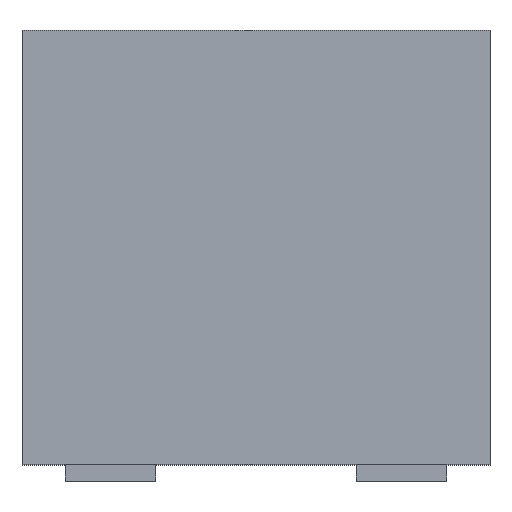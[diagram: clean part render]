
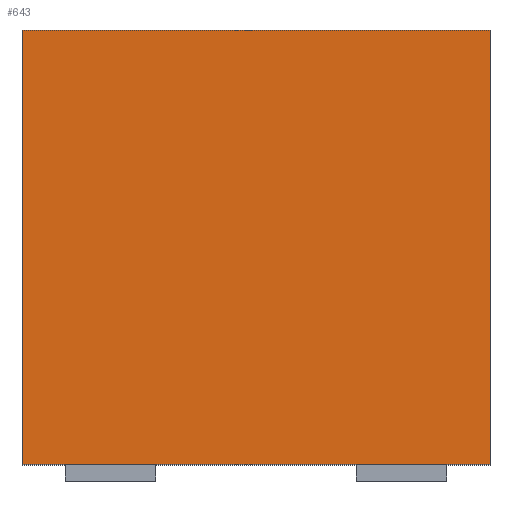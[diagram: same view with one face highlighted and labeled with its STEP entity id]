
A CAD part, top view. The second image highlights one B-rep face of the part: STEP entity #643.
In plain terms, the highlighted planar face has unit normal (0, 0, 1).
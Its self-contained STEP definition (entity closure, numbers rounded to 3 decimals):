
#32 = VERTEX_POINT('',#33);
#33 = CARTESIAN_POINT('',(4.15,7.7,4.4));
#39 = EDGE_CURVE('',#40,#32,#42,.T.);
#40 = VERTEX_POINT('',#41);
#41 = CARTESIAN_POINT('',(4.15,0.,4.4));
#42 = LINE('',#43,#44);
#43 = CARTESIAN_POINT('',(4.15,7.7,4.4));
#44 = VECTOR('',#45,1.);
#45 = DIRECTION('',(0.,1.,0.));
#130 = VERTEX_POINT('',#131);
#131 = CARTESIAN_POINT('',(-4.15,0.,4.4));
#146 = EDGE_CURVE('',#40,#130,#147,.T.);
#147 = LINE('',#148,#149);
#148 = CARTESIAN_POINT('',(4.15,0.,4.4));
#149 = VECTOR('',#150,1.);
#150 = DIRECTION('',(-1.,-0.,-0.));
#390 = VERTEX_POINT('',#391);
#391 = CARTESIAN_POINT('',(-4.15,7.7,4.4));
#397 = EDGE_CURVE('',#32,#390,#398,.T.);
#398 = LINE('',#399,#400);
#399 = CARTESIAN_POINT('',(4.15,7.7,4.4));
#400 = VECTOR('',#401,1.);
#401 = DIRECTION('',(-1.,-0.,-0.));
#643 = ADVANCED_FACE('',(#644),#655,.F.);
#644 = FACE_BOUND('',#645,.T.);
#645 = EDGE_LOOP('',(#646,#647,#648,#654));
#646 = ORIENTED_EDGE('',*,*,#39,.T.);
#647 = ORIENTED_EDGE('',*,*,#397,.T.);
#648 = ORIENTED_EDGE('',*,*,#649,.F.);
#649 = EDGE_CURVE('',#130,#390,#650,.T.);
#650 = LINE('',#651,#652);
#651 = CARTESIAN_POINT('',(-4.15,7.7,4.4));
#652 = VECTOR('',#653,1.);
#653 = DIRECTION('',(0.,1.,0.));
#654 = ORIENTED_EDGE('',*,*,#146,.F.);
#655 = PLANE('',#656);
#656 = AXIS2_PLACEMENT_3D('',#657,#658,#659);
#657 = CARTESIAN_POINT('',(-4.15,7.7,4.4));
#658 = DIRECTION('',(0.,0.,-1.));
#659 = DIRECTION('',(-1.,0.,0.));
